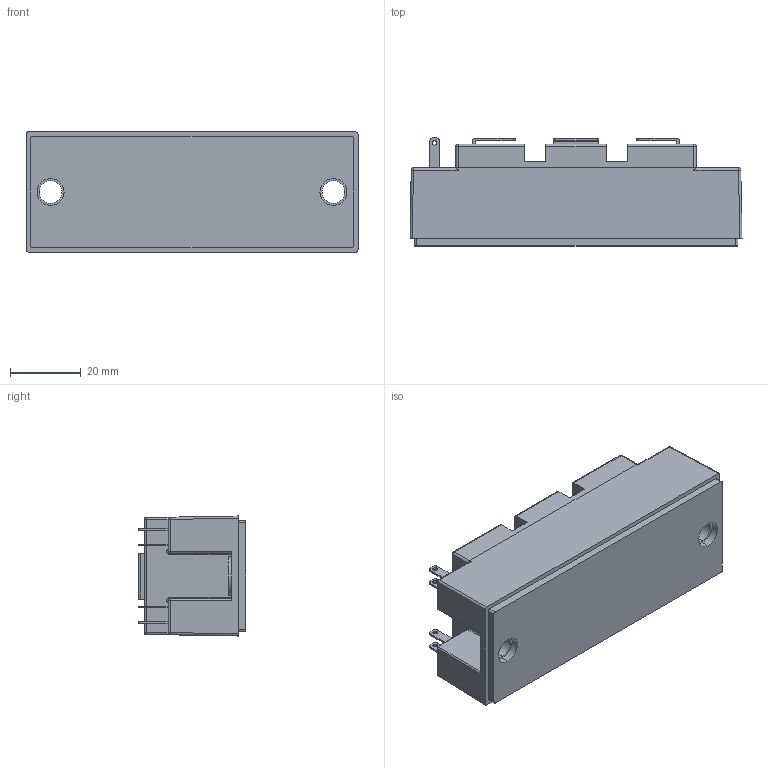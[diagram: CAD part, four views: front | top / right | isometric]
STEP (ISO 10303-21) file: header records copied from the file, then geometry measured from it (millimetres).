
FILE_DESCRIPTION (( 'STEP AP214' ), '1' );
FILE_NAME ('SW3dPS-BSM200GB60DLC_.STEP', '2009-07-06T08:01:15', ( 'sysAdmin' ), ( 'SolidWorks' ), 'SwSTEP 2.0', 'SolidWorks 2009', '' );
FILE_SCHEMA (( 'AUTOMOTIVE_DESIGN' ));
Length unit declared in the file: inch
Products named in the file (1): SW3dPS-BSM200GB60DLC_
Bounding box: 93.9 x 30.53 x 33.96 mm (x, y, z)
Volume: 75033.7 mm3; surface area: 18313.5 mm2
Topology: 7 solids, 7 shells, 316 faces, 762 edges, 470 vertices
Faces by surface type: plane 144, cylinder 108, cone 48, sphere 8, torus 8
Entity records: 13514 total; most frequent: CARTESIAN_POINT 1941, DIRECTION 1534, ORIENTED_EDGE 1508, EDGE_CURVE 754, AXIS2_PLACEMENT_3D 559, VERTEX_POINT 470, VECTOR 416, LINE 416
